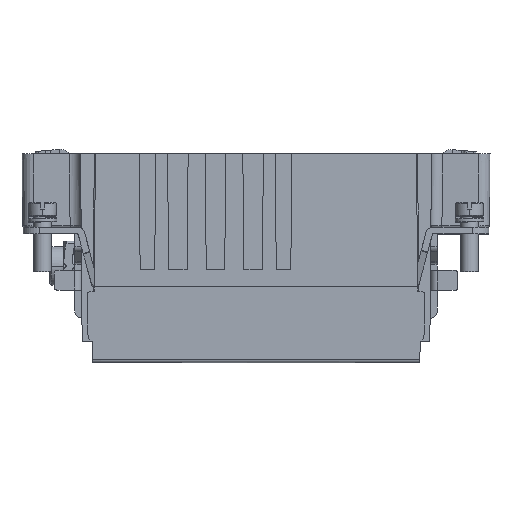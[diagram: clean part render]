
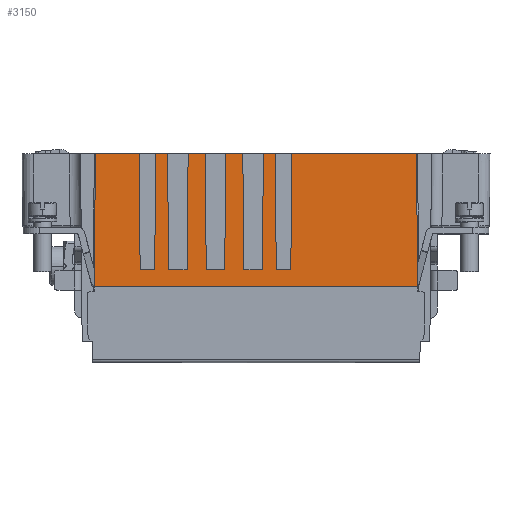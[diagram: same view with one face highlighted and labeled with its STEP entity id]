
A CAD part, front view. The second image highlights one B-rep face of the part: STEP entity #3150.
In plain terms, the highlighted planar face has unit normal (0, -1, 0.009).
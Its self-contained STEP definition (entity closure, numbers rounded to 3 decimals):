
#1675=FACE_OUTER_BOUND('',#10882,.T.);
#3150=ADVANCED_FACE('',(#1675),#4120,.F.);
#4120=PLANE('',#29056);
#6631=LINE('',#45886,#8499);
#6634=LINE('',#45892,#8502);
#6638=LINE('',#45900,#8506);
#6639=LINE('',#45902,#8507);
#6647=LINE('',#45919,#8515);
#6649=LINE('',#45923,#8517);
#6650=LINE('',#45925,#8518);
#6658=LINE('',#45942,#8526);
#6660=LINE('',#45946,#8528);
#6661=LINE('',#45948,#8529);
#6669=LINE('',#45965,#8537);
#6671=LINE('',#45969,#8539);
#6677=LINE('',#45982,#8545);
#6680=LINE('',#45988,#8548);
#6682=LINE('',#45992,#8550);
#6683=LINE('',#45994,#8551);
#6684=LINE('',#45995,#8552);
#6685=LINE('',#45996,#8553);
#6686=LINE('',#45997,#8554);
#6687=LINE('',#45998,#8555);
#6688=LINE('',#45999,#8556);
#6689=LINE('',#46006,#8557);
#8499=VECTOR('',#34490,1.);
#8502=VECTOR('',#34495,1.);
#8506=VECTOR('',#34503,1.);
#8507=VECTOR('',#34506,1.);
#8515=VECTOR('',#34518,1.);
#8517=VECTOR('',#34522,1.);
#8518=VECTOR('',#34525,1.);
#8526=VECTOR('',#34537,1.);
#8528=VECTOR('',#34541,1.);
#8529=VECTOR('',#34544,1.);
#8537=VECTOR('',#34556,1.);
#8539=VECTOR('',#34560,1.);
#8545=VECTOR('',#34570,1.);
#8548=VECTOR('',#34575,1.);
#8550=VECTOR('',#34579,1.);
#8551=VECTOR('',#34582,1.);
#8552=VECTOR('',#34583,1.);
#8553=VECTOR('',#34584,1.);
#8554=VECTOR('',#34585,1.);
#8555=VECTOR('',#34586,1.);
#8556=VECTOR('',#34587,1.);
#8557=VECTOR('',#34588,1.);
#10882=EDGE_LOOP('',(#15949,#15950,#15951,#15952,#15953,#15954,#15955,#15956,
#15957,#15958,#15959,#15960,#15961,#15962,#15963,#15964,#15965,#15966,#15967,
#15968,#15969,#15970,#15971,#15972));
#15949=ORIENTED_EDGE('',*,*,#24641,.F.);
#15950=ORIENTED_EDGE('',*,*,#24698,.T.);
#15951=ORIENTED_EDGE('',*,*,#24649,.F.);
#15952=ORIENTED_EDGE('',*,*,#24646,.F.);
#15953=ORIENTED_EDGE('',*,*,#24653,.F.);
#15954=ORIENTED_EDGE('',*,*,#24699,.T.);
#15955=ORIENTED_EDGE('',*,*,#24654,.F.);
#15956=ORIENTED_EDGE('',*,*,#24662,.F.);
#15957=ORIENTED_EDGE('',*,*,#24664,.F.);
#15958=ORIENTED_EDGE('',*,*,#24700,.T.);
#15959=ORIENTED_EDGE('',*,*,#24665,.F.);
#15960=ORIENTED_EDGE('',*,*,#24673,.F.);
#15961=ORIENTED_EDGE('',*,*,#24675,.F.);
#15962=ORIENTED_EDGE('',*,*,#24701,.T.);
#15963=ORIENTED_EDGE('',*,*,#24676,.F.);
#15964=ORIENTED_EDGE('',*,*,#24684,.F.);
#15965=ORIENTED_EDGE('',*,*,#24686,.F.);
#15966=ORIENTED_EDGE('',*,*,#24702,.T.);
#15967=ORIENTED_EDGE('',*,*,#24692,.F.);
#15968=ORIENTED_EDGE('',*,*,#24695,.F.);
#15969=ORIENTED_EDGE('',*,*,#24697,.F.);
#15970=ORIENTED_EDGE('',*,*,#24703,.T.);
#15971=ORIENTED_EDGE('',*,*,#24704,.T.);
#15972=ORIENTED_EDGE('',*,*,#24705,.F.);
#21272=VERTEX_POINT('',#45868);
#21273=VERTEX_POINT('',#45873);
#21274=VERTEX_POINT('',#45880);
#21277=VERTEX_POINT('',#45885);
#21278=VERTEX_POINT('',#45889);
#21281=VERTEX_POINT('',#45899);
#21282=VERTEX_POINT('',#45903);
#21283=VERTEX_POINT('',#45904);
#21288=VERTEX_POINT('',#45918);
#21289=VERTEX_POINT('',#45922);
#21290=VERTEX_POINT('',#45926);
#21291=VERTEX_POINT('',#45927);
#21296=VERTEX_POINT('',#45941);
#21297=VERTEX_POINT('',#45945);
#21298=VERTEX_POINT('',#45949);
#21299=VERTEX_POINT('',#45950);
#21304=VERTEX_POINT('',#45964);
#21305=VERTEX_POINT('',#45968);
#21310=VERTEX_POINT('',#45981);
#21311=VERTEX_POINT('',#45983);
#21312=VERTEX_POINT('',#45987);
#21313=VERTEX_POINT('',#45991);
#21314=VERTEX_POINT('',#46000);
#21315=VERTEX_POINT('',#46005);
#24641=EDGE_CURVE('',#21272,#21273,#26726,.T.);
#24646=EDGE_CURVE('',#21277,#21274,#6631,.T.);
#24649=EDGE_CURVE('',#21274,#21278,#6634,.T.);
#24653=EDGE_CURVE('',#21281,#21277,#6638,.T.);
#24654=EDGE_CURVE('',#21282,#21283,#6639,.T.);
#24662=EDGE_CURVE('',#21288,#21282,#6647,.T.);
#24664=EDGE_CURVE('',#21289,#21288,#6649,.T.);
#24665=EDGE_CURVE('',#21290,#21291,#6650,.T.);
#24673=EDGE_CURVE('',#21296,#21290,#6658,.T.);
#24675=EDGE_CURVE('',#21297,#21296,#6660,.T.);
#24676=EDGE_CURVE('',#21298,#21299,#6661,.T.);
#24684=EDGE_CURVE('',#21304,#21298,#6669,.T.);
#24686=EDGE_CURVE('',#21305,#21304,#6671,.T.);
#24692=EDGE_CURVE('',#21310,#21311,#6677,.T.);
#24695=EDGE_CURVE('',#21312,#21310,#6680,.T.);
#24697=EDGE_CURVE('',#21313,#21312,#6682,.T.);
#24698=EDGE_CURVE('',#21272,#21278,#6683,.T.);
#24699=EDGE_CURVE('',#21281,#21283,#6684,.T.);
#24700=EDGE_CURVE('',#21289,#21291,#6685,.T.);
#24701=EDGE_CURVE('',#21297,#21299,#6686,.T.);
#24702=EDGE_CURVE('',#21305,#21311,#6687,.T.);
#24703=EDGE_CURVE('',#21313,#21314,#6688,.T.);
#24704=EDGE_CURVE('',#21314,#21315,#26728,.T.);
#24705=EDGE_CURVE('',#21273,#21315,#6689,.T.);
#26726=B_SPLINE_CURVE_WITH_KNOTS('',3,(#45869,#45870,#45871,#45872),
 .UNSPECIFIED.,.F.,.F.,(4,4),(0.,1.),.UNSPECIFIED.);
#26728=B_SPLINE_CURVE_WITH_KNOTS('',3,(#46001,#46002,#46003,#46004),
 .UNSPECIFIED.,.F.,.F.,(4,4),(0.,1.),.UNSPECIFIED.);
#29056=AXIS2_PLACEMENT_3D('',#46007,#34589,#34590);
#34490=DIRECTION('',(1.,0.,0.));
#34495=DIRECTION('',(0.009,0.009,1.));
#34503=DIRECTION('',(0.009,-0.009,-1.));
#34506=DIRECTION('',(0.009,0.009,1.));
#34518=DIRECTION('',(1.,0.,0.));
#34522=DIRECTION('',(0.009,-0.009,-1.));
#34525=DIRECTION('',(0.009,0.009,1.));
#34537=DIRECTION('',(1.,0.,0.));
#34541=DIRECTION('',(0.009,-0.009,-1.));
#34544=DIRECTION('',(0.009,0.009,1.));
#34556=DIRECTION('',(1.,0.,0.));
#34560=DIRECTION('',(0.009,-0.009,-1.));
#34570=DIRECTION('',(0.009,0.009,1.));
#34575=DIRECTION('',(1.,0.,0.));
#34579=DIRECTION('',(0.009,-0.009,-1.));
#34582=DIRECTION('',(-1.,0.,0.));
#34583=DIRECTION('',(-1.,0.,0.));
#34584=DIRECTION('',(-1.,0.,0.));
#34585=DIRECTION('',(-1.,0.,0.));
#34586=DIRECTION('',(-1.,0.,0.));
#34587=DIRECTION('',(-1.,0.,0.));
#34588=DIRECTION('',(-1.,0.,0.));
#34589=DIRECTION('',(0.,1.,-0.009));
#34590=DIRECTION('',(0.,-0.009,-1.));
#45868=CARTESIAN_POINT('',(29.,-16.69,14.5));
#45869=CARTESIAN_POINT('',(29.,-16.69,14.5));
#45870=CARTESIAN_POINT('',(29.07,-16.76,6.483));
#45871=CARTESIAN_POINT('',(29.14,-16.83,-1.533));
#45872=CARTESIAN_POINT('',(29.21,-16.9,-9.55));
#45873=CARTESIAN_POINT('',(29.211,-16.9,-9.55));
#45880=CARTESIAN_POINT('',(6.292,-16.873,-6.5));
#45885=CARTESIAN_POINT('',(3.658,-16.873,-6.5));
#45886=CARTESIAN_POINT('',(3.658,-16.873,-6.5));
#45889=CARTESIAN_POINT('',(6.475,-16.69,14.5));
#45892=CARTESIAN_POINT('',(6.292,-16.873,-6.5));
#45899=CARTESIAN_POINT('',(3.475,-16.69,14.5));
#45900=CARTESIAN_POINT('',(3.475,-16.69,14.5));
#45902=CARTESIAN_POINT('',(1.148,-16.873,-6.5));
#45903=CARTESIAN_POINT('',(1.148,-16.873,-6.5));
#45904=CARTESIAN_POINT('',(1.332,-16.69,14.5));
#45918=CARTESIAN_POINT('',(-2.198,-16.873,-6.5));
#45919=CARTESIAN_POINT('',(-2.198,-16.873,-6.5));
#45922=CARTESIAN_POINT('',(-2.382,-16.69,14.5));
#45923=CARTESIAN_POINT('',(-2.382,-16.69,14.5));
#45925=CARTESIAN_POINT('',(-5.652,-16.873,-6.5));
#45926=CARTESIAN_POINT('',(-5.652,-16.873,-6.5));
#45927=CARTESIAN_POINT('',(-5.468,-16.69,14.5));
#45941=CARTESIAN_POINT('',(-8.998,-16.873,-6.5));
#45942=CARTESIAN_POINT('',(-8.998,-16.873,-6.5));
#45945=CARTESIAN_POINT('',(-9.182,-16.69,14.5));
#45946=CARTESIAN_POINT('',(-9.182,-16.69,14.5));
#45948=CARTESIAN_POINT('',(-12.452,-16.873,-6.5));
#45949=CARTESIAN_POINT('',(-12.452,-16.873,-6.5));
#45950=CARTESIAN_POINT('',(-12.268,-16.69,14.5));
#45964=CARTESIAN_POINT('',(-15.798,-16.873,-6.5));
#45965=CARTESIAN_POINT('',(-15.798,-16.873,-6.5));
#45968=CARTESIAN_POINT('',(-15.982,-16.69,14.5));
#45969=CARTESIAN_POINT('',(-15.982,-16.69,14.5));
#45981=CARTESIAN_POINT('',(-18.308,-16.873,-6.5));
#45982=CARTESIAN_POINT('',(-18.308,-16.873,-6.5));
#45983=CARTESIAN_POINT('',(-18.125,-16.69,14.5));
#45987=CARTESIAN_POINT('',(-20.942,-16.873,-6.5));
#45988=CARTESIAN_POINT('',(-20.942,-16.873,-6.5));
#45991=CARTESIAN_POINT('',(-21.125,-16.69,14.5));
#45992=CARTESIAN_POINT('',(-21.125,-16.69,14.5));
#45994=CARTESIAN_POINT('',(29.,-16.69,14.5));
#45995=CARTESIAN_POINT('',(3.475,-16.69,14.5));
#45996=CARTESIAN_POINT('',(-2.382,-16.69,14.5));
#45997=CARTESIAN_POINT('',(-9.182,-16.69,14.5));
#45998=CARTESIAN_POINT('',(-15.982,-16.69,14.5));
#45999=CARTESIAN_POINT('',(-21.125,-16.69,14.5));
#46000=CARTESIAN_POINT('',(-29.023,-16.69,14.5));
#46001=CARTESIAN_POINT('',(-29.023,-16.69,14.5));
#46002=CARTESIAN_POINT('',(-29.094,-16.76,6.483));
#46003=CARTESIAN_POINT('',(-29.164,-16.83,-1.533));
#46004=CARTESIAN_POINT('',(-29.234,-16.9,-9.55));
#46005=CARTESIAN_POINT('',(-29.234,-16.9,-9.55));
#46006=CARTESIAN_POINT('',(29.211,-16.9,-9.55));
#46007=CARTESIAN_POINT('',(-0.012,-16.795,2.475));
